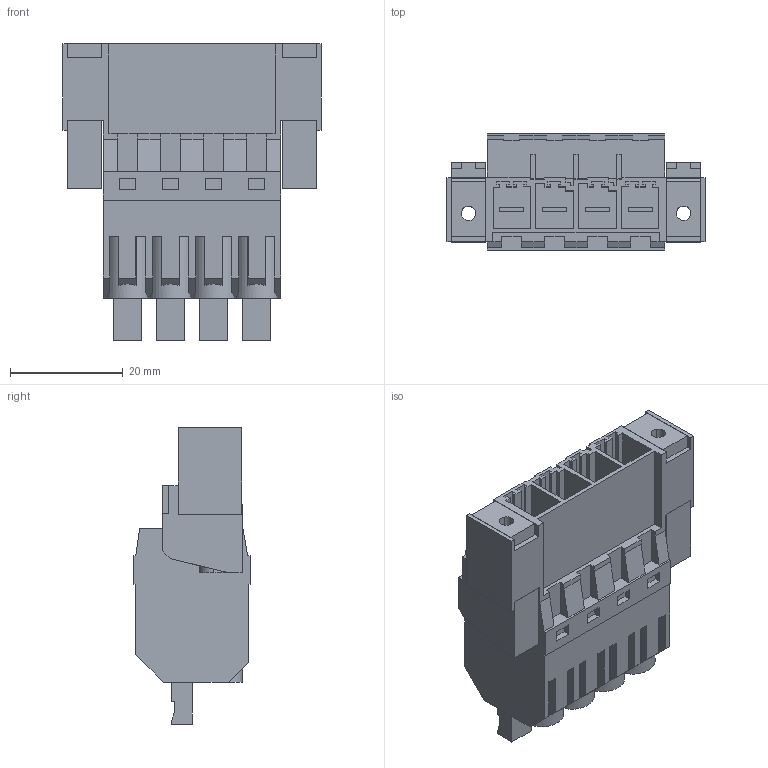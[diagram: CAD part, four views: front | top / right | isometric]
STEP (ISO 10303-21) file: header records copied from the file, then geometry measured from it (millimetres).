
FILE_DESCRIPTION(('CATIA V5R22 STEP214','CAx-IF Rec.Pracs.--- Model Styling and Organization---1.4--- 2014-01-23'),'2;1');
FILE_NAME ('D1452787_1_1547570000_1547570000.stp','2023-06-14T12:30:14+00:00',('none'),('Weidmueller'),'CATIA Version 5-6 Release 2016 SP3 HF44','CATIA V5 STEP AP214','none');
FILE_SCHEMA(('AUTOMOTIVE_DESIGN { 1 0 10303 214 1 1 1 1 }'));
Length unit declared in the file: millimetre
Products named in the file (1): 1547570000
Bounding box: 45.72 x 20.6 x 52.45 mm (x, y, z)
Volume: 20678.3 mm3; surface area: 15100.4 mm2
Topology: 11 solids, 11 shells, 498 faces, 1412 edges, 961 vertices
Faces by surface type: plane 466, cylinder 32
Entity records: 15938 total; most frequent: CARTESIAN_POINT 2941, ORIENTED_EDGE 2824, DIRECTION 2170, EDGE_CURVE 1412, VECTOR 1324, LINE 1324, VERTEX_POINT 961, EDGE_LOOP 539
